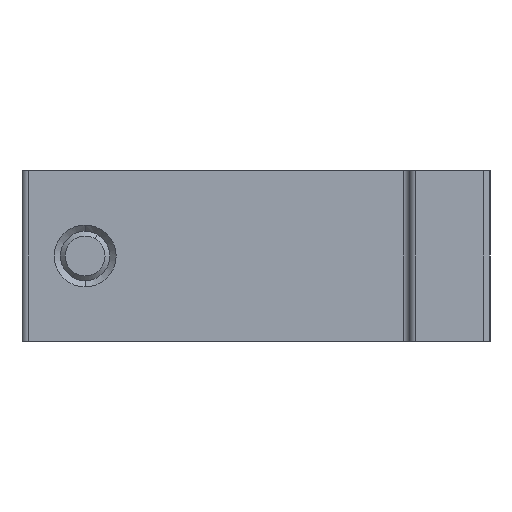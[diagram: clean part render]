
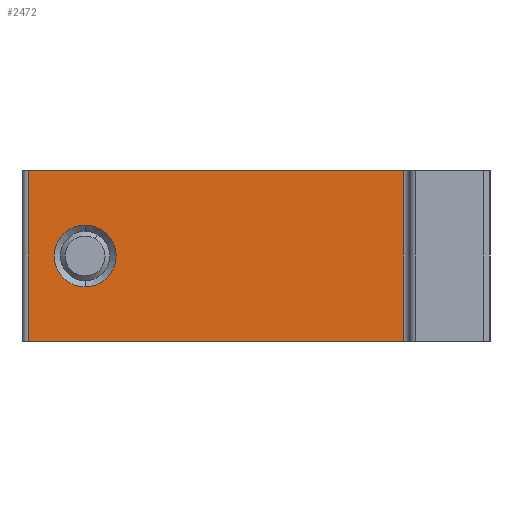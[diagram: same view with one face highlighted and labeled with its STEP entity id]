
A CAD part, left-side view. The second image highlights one B-rep face of the part: STEP entity #2472.
In plain terms, the highlighted planar face has unit normal (-1, 0, 0).
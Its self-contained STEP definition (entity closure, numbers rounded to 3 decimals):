
#10 = DIRECTION ( 'NONE',  ( 0., 1., 0. ) ) ;
#65 = EDGE_CURVE ( 'NONE', #1094, #287, #608, .T. ) ;
#81 = EDGE_CURVE ( 'NONE', #2114, #2294, #127, .T. ) ;
#85 = DIRECTION ( 'NONE',  ( 1., 0., 0. ) ) ;
#127 = CIRCLE ( 'NONE', #1041, 2.5 ) ;
#140 = EDGE_CURVE ( 'NONE', #2294, #2114, #1429, .T. ) ;
#287 = VERTEX_POINT ( 'NONE', #675 ) ;
#379 = CARTESIAN_POINT ( 'NONE',  ( -10., 32.7, 6.9 ) ) ;
#406 = LINE ( 'NONE', #800, #1413 ) ;
#443 = EDGE_CURVE ( 'NONE', #287, #905, #1920, .T. ) ;
#540 = ORIENTED_EDGE ( 'NONE', *, *, #140, .T. ) ;
#608 = LINE ( 'NONE', #2357, #2155 ) ;
#615 = EDGE_CURVE ( 'NONE', #919, #905, #2524, .T. ) ;
#675 = CARTESIAN_POINT ( 'NONE',  ( -10., 7., 0. ) ) ;
#714 = EDGE_LOOP ( 'NONE', ( #2276, #753, #1883, #1666 ) ) ;
#723 = CARTESIAN_POINT ( 'NONE',  ( -10., 7., 13.8 ) ) ;
#753 = ORIENTED_EDGE ( 'NONE', *, *, #1845, .T. ) ;
#800 = CARTESIAN_POINT ( 'NONE',  ( -10., 37.3, 13.8 ) ) ;
#905 = VERTEX_POINT ( 'NONE', #1876 ) ;
#919 = VERTEX_POINT ( 'NONE', #2361 ) ;
#967 = DIRECTION ( 'NONE',  ( 0., -1., 0. ) ) ;
#993 = DIRECTION ( 'NONE',  ( 0., 1., 0. ) ) ;
#1035 = CARTESIAN_POINT ( 'NONE',  ( -10., 6.5, 13.8 ) ) ;
#1041 = AXIS2_PLACEMENT_3D ( 'NONE', #379, #1747, #993 ) ;
#1094 = VERTEX_POINT ( 'NONE', #1376 ) ;
#1131 = AXIS2_PLACEMENT_3D ( 'NONE', #1035, #85, #2060 ) ;
#1192 = EDGE_LOOP ( 'NONE', ( #540, #1243 ) ) ;
#1243 = ORIENTED_EDGE ( 'NONE', *, *, #81, .T. ) ;
#1376 = CARTESIAN_POINT ( 'NONE',  ( -10., 37.3, 0. ) ) ;
#1378 = CARTESIAN_POINT ( 'NONE',  ( -10., 32.7, 9.4 ) ) ;
#1413 = VECTOR ( 'NONE', #1582, 1000. ) ;
#1429 = CIRCLE ( 'NONE', #2223, 2.5 ) ;
#1461 = CARTESIAN_POINT ( 'NONE',  ( -10., 32.7, 4.4 ) ) ;
#1581 = DIRECTION ( 'NONE',  ( 1., 0., 0. ) ) ;
#1582 = DIRECTION ( 'NONE',  ( 0., 0., -1. ) ) ;
#1663 = FACE_OUTER_BOUND ( 'NONE', #714, .T. ) ;
#1666 = ORIENTED_EDGE ( 'NONE', *, *, #443, .T. ) ;
#1730 = DIRECTION ( 'NONE',  ( 0., -1., 0. ) ) ;
#1747 = DIRECTION ( 'NONE',  ( 1., 0., 0. ) ) ;
#1784 = CARTESIAN_POINT ( 'NONE',  ( -10., 32.7, 6.9 ) ) ;
#1845 = EDGE_CURVE ( 'NONE', #919, #1094, #406, .T. ) ;
#1876 = CARTESIAN_POINT ( 'NONE',  ( -10., 7., 13.8 ) ) ;
#1883 = ORIENTED_EDGE ( 'NONE', *, *, #65, .T. ) ;
#1920 = LINE ( 'NONE', #723, #2484 ) ;
#2019 = FACE_BOUND ( 'NONE', #1192, .T. ) ;
#2060 = DIRECTION ( 'NONE',  ( 0., 1., 0. ) ) ;
#2114 = VERTEX_POINT ( 'NONE', #1461 ) ;
#2155 = VECTOR ( 'NONE', #967, 1000. ) ;
#2215 = VECTOR ( 'NONE', #1730, 1000. ) ;
#2223 = AXIS2_PLACEMENT_3D ( 'NONE', #1784, #1581, #10 ) ;
#2276 = ORIENTED_EDGE ( 'NONE', *, *, #615, .F. ) ;
#2294 = VERTEX_POINT ( 'NONE', #1378 ) ;
#2357 = CARTESIAN_POINT ( 'NONE',  ( -10., 6.5, 0. ) ) ;
#2361 = CARTESIAN_POINT ( 'NONE',  ( -10., 37.3, 13.8 ) ) ;
#2471 = PLANE ( 'NONE',  #1131 ) ;
#2472 = ADVANCED_FACE ( 'NONE', ( #2019, #1663 ), #2471, .F. ) ;
#2484 = VECTOR ( 'NONE', #2500, 1000. ) ;
#2500 = DIRECTION ( 'NONE',  ( 0., 0., 1. ) ) ;
#2524 = LINE ( 'NONE', #2552, #2215 ) ;
#2552 = CARTESIAN_POINT ( 'NONE',  ( -10., 6.5, 13.8 ) ) ;
